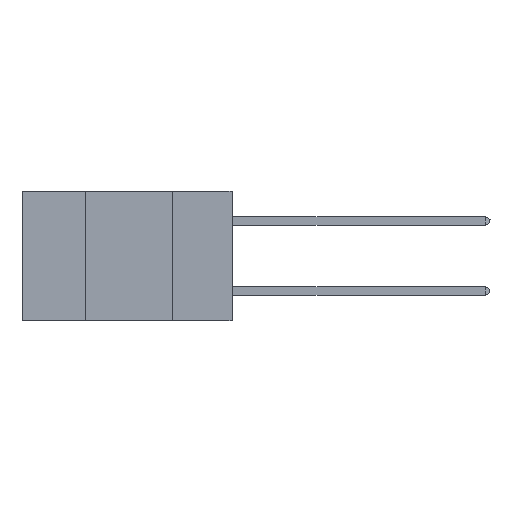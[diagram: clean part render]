
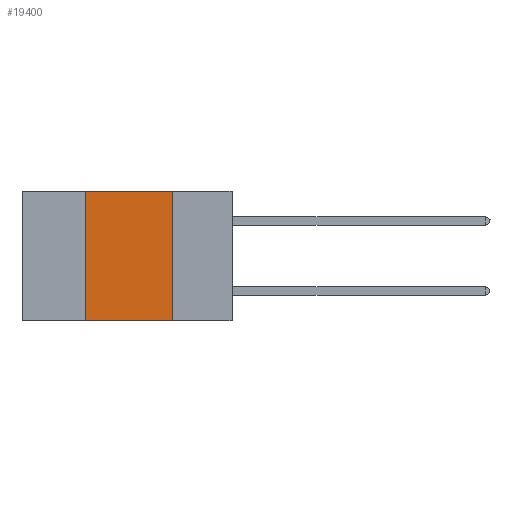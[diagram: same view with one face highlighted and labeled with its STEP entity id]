
A CAD part, left-side view. The second image highlights one B-rep face of the part: STEP entity #19400.
In plain terms, the highlighted planar face has unit normal (-1, 0, 0).
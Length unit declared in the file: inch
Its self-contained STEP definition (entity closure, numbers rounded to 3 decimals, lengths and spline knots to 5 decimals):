
#172 = AXIS2_PLACEMENT_3D ( 'NONE', #39202, #20881, #5683 ) ;
#1497 = LINE ( 'NONE', #20262, #10268 ) ;
#1952 = VERTEX_POINT ( 'NONE', #39295 ) ;
#2187 = DIRECTION ( 'NONE',  ( 0., 0., -1. ) ) ;
#5017 = EDGE_CURVE ( 'NONE', #18087, #10461, #20536, .T. ) ;
#5266 = ORIENTED_EDGE ( 'NONE', *, *, #5017, .F. ) ;
#5683 = DIRECTION ( 'NONE',  ( 0., 0., -1. ) ) ;
#8688 = FACE_OUTER_BOUND ( 'NONE', #34224, .T. ) ;
#10268 = VECTOR ( 'NONE', #13698, 39.37008 ) ;
#10461 = VERTEX_POINT ( 'NONE', #31990 ) ;
#12059 = ORIENTED_EDGE ( 'NONE', *, *, #27574, .T. ) ;
#12493 = PLANE ( 'NONE',  #172 ) ;
#13698 = DIRECTION ( 'NONE',  ( 0., -1., 0. ) ) ;
#15562 = ORIENTED_EDGE ( 'NONE', *, *, #33010, .F. ) ;
#15745 = ORIENTED_EDGE ( 'NONE', *, *, #32164, .F. ) ;
#18087 = VERTEX_POINT ( 'NONE', #36210 ) ;
#19030 = VERTEX_POINT ( 'NONE', #38021 ) ;
#19400 = ADVANCED_FACE ( 'NONE', ( #8688 ), #12493, .F. ) ;
#19990 = CARTESIAN_POINT ( 'NONE',  ( 0., 0.17, 0. ) ) ;
#20262 = CARTESIAN_POINT ( 'NONE',  ( 0., 0.6, -0.37 ) ) ;
#20376 = LINE ( 'NONE', #19990, #23932 ) ;
#20536 = LINE ( 'NONE', #38067, #24678 ) ;
#20881 = DIRECTION ( 'NONE',  ( 1., 0., 0. ) ) ;
#22100 = DIRECTION ( 'NONE',  ( 0., 0., 1. ) ) ;
#23932 = VECTOR ( 'NONE', #2187, 39.37008 ) ;
#24678 = VECTOR ( 'NONE', #32682, 39.37008 ) ;
#24884 = LINE ( 'NONE', #37028, #31488 ) ;
#27574 = EDGE_CURVE ( 'NONE', #1952, #19030, #1497, .T. ) ;
#31488 = VECTOR ( 'NONE', #22100, 39.37008 ) ;
#31990 = CARTESIAN_POINT ( 'NONE',  ( 0., 0.17, 0. ) ) ;
#32164 = EDGE_CURVE ( 'NONE', #10461, #19030, #20376, .T. ) ;
#32682 = DIRECTION ( 'NONE',  ( 0., -1., 0. ) ) ;
#33010 = EDGE_CURVE ( 'NONE', #1952, #18087, #24884, .T. ) ;
#34224 = EDGE_LOOP ( 'NONE', ( #15745, #5266, #15562, #12059 ) ) ;
#36210 = CARTESIAN_POINT ( 'NONE',  ( 0., 0.42, 0. ) ) ;
#37028 = CARTESIAN_POINT ( 'NONE',  ( 0., 0.42, 0. ) ) ;
#38021 = CARTESIAN_POINT ( 'NONE',  ( 0., 0.17, -0.37 ) ) ;
#38067 = CARTESIAN_POINT ( 'NONE',  ( 0., 0.6, 0. ) ) ;
#39202 = CARTESIAN_POINT ( 'NONE',  ( 0., 0.6, 0. ) ) ;
#39295 = CARTESIAN_POINT ( 'NONE',  ( 0., 0.42, -0.37 ) ) ;
